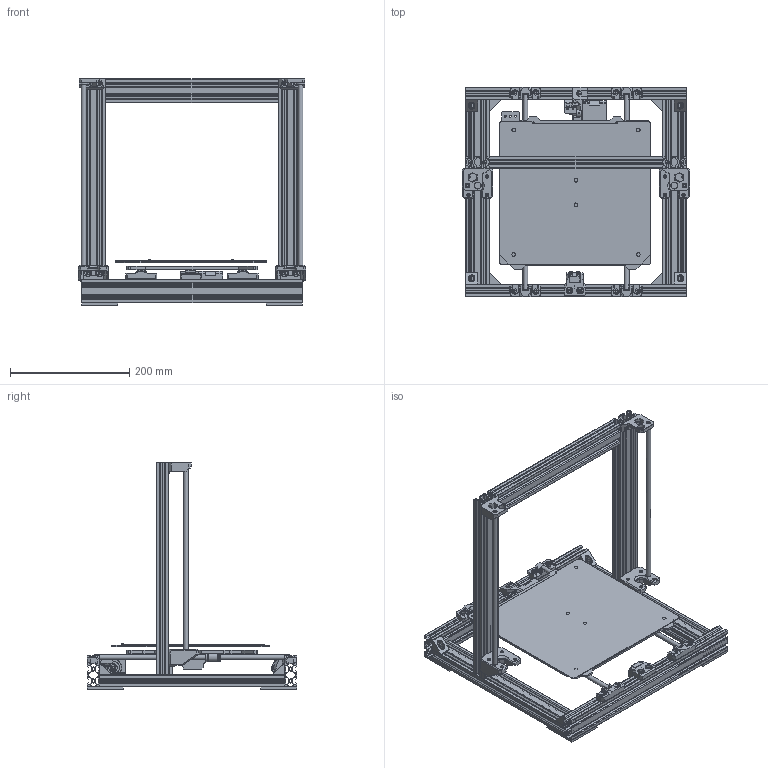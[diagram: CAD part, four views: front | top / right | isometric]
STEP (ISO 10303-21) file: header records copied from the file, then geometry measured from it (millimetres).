
FILE_DESCRIPTION(/* description */ (''),/* implementation_level */ '2;1');
FILE_NAME(/* name */ 'bear_2.0_mk2_upgrade_to_2.1.step',/* time_stamp */ '2020-04-24T17:14:13+02:00',/* author */ (''),/* organization */ (''),/* preprocessor_version */ 'ST-DEVELOPER v18.1',/* originating_system */ 'Autodesk Translation Framework v9.2.0.1227',/* authorisation */ '');
FILE_SCHEMA (('AUTOMOTIVE_DESIGN { 1 0 10303 214 3 1 1 }'));
Products named in the file (39): bear_2.0_mk2_upgrade_to_2.1; vslots_xy; vslot_y; vslot_front_rear; plates_xy; Joining Plate 90 Degree; corners_xy; Black Angle Corner Connector; y_rod_holders; y_rod_holder; bed_assembly_mk2.5; y_carriage_mk2; heatbed_mk52_12v; heatedbed_mk52_12v; steel_sheet_mk3; bearings; lm8uu; y_rod; y_axis; y_motor_mount; y_motor_mount_1; nema17_ldo_xye; 2gt_pulley_16t_6mmbelt; y_motor_endstop_mount; end_stop; y_idler; y_idler_tensioner; y_idler_mount; 2gt_idler_20t_6mmbelt; y_belt_holder; y_belt_holder_1; z_axis; vslot_z; vslot_z_top; z_motor_mount; z_motor_mount v1(Mirror); z_rod; z_top; z_top v1(Mirror)
Assembly tree (54 placements, depth 4):
  bear_2.0_mk2_upgrade_to_2.1
    vslots_xy
      vslot_front_rear  x2
      vslot_y  x2
    plates_xy
      Joining Plate 90 Degree  x4
    corners_xy
      Black Angle Corner Connector  x4
    y_rod_holders
      y_rod_holder  x4
    bed_assembly_mk2.5
      y_carriage_mk2
      heatbed_mk52_12v
        heatedbed_mk52_12v
      steel_sheet_mk3
      bearings
        lm8uu  x3
      y_rod  x2
    y_axis
      y_motor_mount
        y_motor_mount_1
        nema17_ldo_xye
        2gt_pulley_16t_6mmbelt
        y_motor_endstop_mount
        end_stop
      y_idler
        y_idler_tensioner
        y_idler_mount
        2gt_idler_20t_6mmbelt
      y_belt_holder
        y_belt_holder_1
    z_axis
      vslot_z  x2
      vslot_z_top
      z_motor_mount
      z_motor_mount v1(Mirror)
      z_rod  x2
      z_top
      z_top v1(Mirror)
Bounding box: 381 x 351 x 380.2 mm (x, y, z)
Volume: 1459591.5 mm3; surface area: 1181823.6 mm2
Topology: 42 solids, 119 shells, 3528 faces, 9341 edges, 6090 vertices
Faces by surface type: plane 2744, cylinder 587, cone 118, torus 38, bspline 33, sphere 8
Full cylindrical faces by diameter (mm): 1.5 x4, 1.7 x2, 2.2 x1, 2.35 x2, 2.7 x1, 3 x22, 3.1 x9, 3.3 x11, 4.2 x14, 5 x4, 5.1 x20, 5.2 x4, 5.3 x2, 5.8 x8, 5.9 x3, 6 x10, 7.2 x8, 8 x8, 8.085 x4, 9.68 x1, 10 x2, 11 x8, 11.6 x2, 12.22 x1, 14 x2, 14.3 x6, 15 x9, 18 x2, 22 x1
Entity records: 83090 total; most frequent: CARTESIAN_POINT 16475, ORIENTED_EDGE 13784, DIRECTION 13130, EDGE_CURVE 6892, LINE 5564, VECTOR 5564, VERTEX_POINT 4466, AXIS2_PLACEMENT_3D 3783
